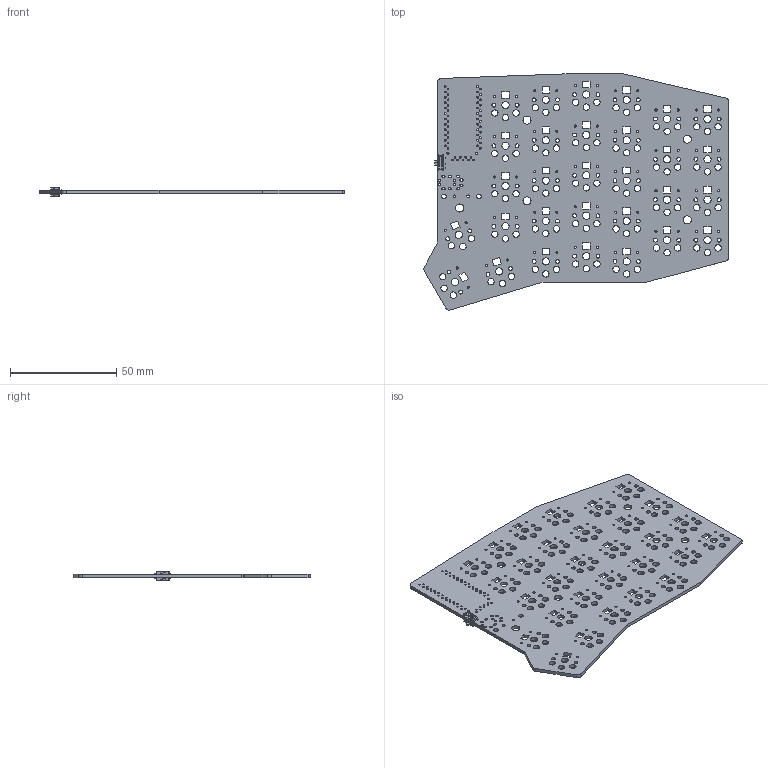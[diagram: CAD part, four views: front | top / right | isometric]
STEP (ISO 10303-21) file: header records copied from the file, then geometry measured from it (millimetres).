
FILE_DESCRIPTION(('KiCad electronic assembly'),'2;1');
FILE_NAME('SofleKeyboard.step','2024-11-13T10:51:04',('Pcbnew'),('Kicad' ),'Open CASCADE STEP processor 7.6','KiCad to STEP converter', 'Unknown');
FILE_SCHEMA(('AUTOMOTIVE_DESIGN { 1 0 10303 214 1 1 1 1 }'));
Length unit declared in the file: millimetre
Products named in the file (4): SofleKeyboard 1; SW_SPDT_PCM12; Fusion_sp; SofleKeyboard_PCB
Assembly tree (4 placements, depth 3):
  SofleKeyboard 1
    SW_SPDT_PCM12  x2
      Fusion_sp
    SofleKeyboard_PCB
Bounding box: 143.48 x 111.41 x 4.7 mm (x, y, z)
Volume: 18905.9 mm3; surface area: 28298.7 mm2
Topology: 3 solids, 3 shells, 767 faces, 2153 edges, 1398 vertices
Faces by surface type: plane 406, cylinder 357, cone 4
Full cylindrical faces by diameter (mm): 0.8 x4, 0.813 x57, 0.9 x2, 1 x62, 1.2 x4, 1.3 x2, 1.8 x60, 2.2 x2, 3 x90, 3.4 x30, 3.8 x5
Entity records: 23167 total; most frequent: DIRECTION 3751, CARTESIAN_POINT 3614, ORIENTED_EDGE 3602, EDGE_CURVE 1801, FACE_BOUND 1335, EDGE_LOOP 1335, AXIS2_PLACEMENT_3D 1319, VERTEX_POINT 1182
